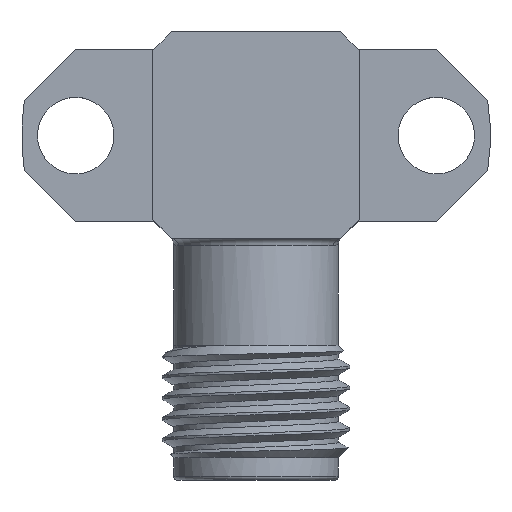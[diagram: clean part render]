
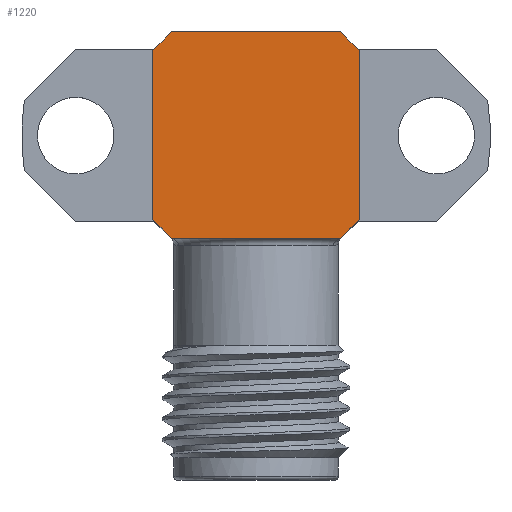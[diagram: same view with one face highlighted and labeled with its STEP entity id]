
A CAD part, top view. The second image highlights one B-rep face of the part: STEP entity #1220.
In plain terms, the highlighted planar face has unit normal (0, 0, 1).
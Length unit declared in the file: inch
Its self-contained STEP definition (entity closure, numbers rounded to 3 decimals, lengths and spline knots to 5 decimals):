
#11 = VERTEX_POINT ( 'NONE', #1069 ) ;
#67 = PLANE ( 'NONE',  #1536 ) ;
#79 = CARTESIAN_POINT ( 'NONE',  ( 0.1128, 0.1378, 0.1378 ) ) ;
#130 = VERTEX_POINT ( 'NONE', #2031 ) ;
#151 = EDGE_CURVE ( 'NONE', #130, #11, #608, .T. ) ;
#204 = CARTESIAN_POINT ( 'NONE',  ( -0.1378, -0.1378, 0.1378 ) ) ;
#253 = CARTESIAN_POINT ( 'NONE',  ( 0.1128, 0.1378, 0.1378 ) ) ;
#356 = VECTOR ( 'NONE', #1403, 39.37008 ) ;
#381 = CARTESIAN_POINT ( 'NONE',  ( -0.1128, -0.1378, 0.1378 ) ) ;
#428 = CARTESIAN_POINT ( 'NONE',  ( -0.1378, 0.1128, 0.1378 ) ) ;
#521 = VECTOR ( 'NONE', #1285, 39.37008 ) ;
#535 = VERTEX_POINT ( 'NONE', #1752 ) ;
#543 = CARTESIAN_POINT ( 'NONE',  ( 0., 0., 0.1378 ) ) ;
#561 = VECTOR ( 'NONE', #1913, 39.37008 ) ;
#579 = LINE ( 'NONE', #1629, #1334 ) ;
#601 = CARTESIAN_POINT ( 'NONE',  ( -0.1378, 0.1128, 0.1378 ) ) ;
#608 = LINE ( 'NONE', #1861, #561 ) ;
#647 = VERTEX_POINT ( 'NONE', #601 ) ;
#686 = LINE ( 'NONE', #2922, #1290 ) ;
#707 = DIRECTION ( 'NONE',  ( -0.707, -0.707, 0. ) ) ;
#722 = FACE_OUTER_BOUND ( 'NONE', #2049, .T. ) ;
#758 = ORIENTED_EDGE ( 'NONE', *, *, #1115, .T. ) ;
#775 = VECTOR ( 'NONE', #2243, 39.37008 ) ;
#909 = DIRECTION ( 'NONE',  ( 0., -1., 0. ) ) ;
#974 = CARTESIAN_POINT ( 'NONE',  ( -0.1378, -0.1378, 0.1378 ) ) ;
#993 = LINE ( 'NONE', #974, #775 ) ;
#1026 = DIRECTION ( 'NONE',  ( 0., 0., -1. ) ) ;
#1069 = CARTESIAN_POINT ( 'NONE',  ( 0.1378, -0.1128, 0.1378 ) ) ;
#1092 = ORIENTED_EDGE ( 'NONE', *, *, #2697, .T. ) ;
#1115 = EDGE_CURVE ( 'NONE', #1398, #647, #2369, .T. ) ;
#1172 = EDGE_CURVE ( 'NONE', #647, #3153, #2128, .T. ) ;
#1220 = ADVANCED_FACE ( 'NONE', ( #722 ), #67, .F. ) ;
#1285 = DIRECTION ( 'NONE',  ( -1., 0., 0. ) ) ;
#1290 = VECTOR ( 'NONE', #1664, 39.37008 ) ;
#1334 = VECTOR ( 'NONE', #2289, 39.37008 ) ;
#1398 = VERTEX_POINT ( 'NONE', #2361 ) ;
#1403 = DIRECTION ( 'NONE',  ( -0.707, 0.707, 0. ) ) ;
#1405 = CARTESIAN_POINT ( 'NONE',  ( -0.1378, -0.1128, 0.1378 ) ) ;
#1408 = EDGE_CURVE ( 'NONE', #3153, #1889, #579, .T. ) ;
#1426 = EDGE_CURVE ( 'NONE', #535, #2112, #2598, .T. ) ;
#1498 = ORIENTED_EDGE ( 'NONE', *, *, #1426, .T. ) ;
#1536 = AXIS2_PLACEMENT_3D ( 'NONE', #543, #1026, #2714 ) ;
#1537 = LINE ( 'NONE', #2530, #521 ) ;
#1629 = CARTESIAN_POINT ( 'NONE',  ( -0.1128, -0.1378, 0.1378 ) ) ;
#1664 = DIRECTION ( 'NONE',  ( 0., 1., 0. ) ) ;
#1752 = CARTESIAN_POINT ( 'NONE',  ( 0.1378, 0.1128, 0.1378 ) ) ;
#1847 = ORIENTED_EDGE ( 'NONE', *, *, #151, .T. ) ;
#1861 = CARTESIAN_POINT ( 'NONE',  ( 0.1378, -0.1128, 0.1378 ) ) ;
#1889 = VERTEX_POINT ( 'NONE', #381 ) ;
#1913 = DIRECTION ( 'NONE',  ( 0.707, 0.707, 0. ) ) ;
#2031 = CARTESIAN_POINT ( 'NONE',  ( 0.1128, -0.1378, 0.1378 ) ) ;
#2049 = EDGE_LOOP ( 'NONE', ( #2689, #2867, #1092, #1847, #2756, #1498, #3142, #758 ) ) ;
#2058 = VECTOR ( 'NONE', #909, 39.37008 ) ;
#2110 = VECTOR ( 'NONE', #707, 39.37008 ) ;
#2112 = VERTEX_POINT ( 'NONE', #253 ) ;
#2128 = LINE ( 'NONE', #204, #2058 ) ;
#2147 = EDGE_CURVE ( 'NONE', #2112, #1398, #1537, .T. ) ;
#2243 = DIRECTION ( 'NONE',  ( 1., 0., 0. ) ) ;
#2289 = DIRECTION ( 'NONE',  ( 0.707, -0.707, 0. ) ) ;
#2361 = CARTESIAN_POINT ( 'NONE',  ( -0.1128, 0.1378, 0.1378 ) ) ;
#2369 = LINE ( 'NONE', #428, #2110 ) ;
#2530 = CARTESIAN_POINT ( 'NONE',  ( -0.1378, 0.1378, 0.1378 ) ) ;
#2598 = LINE ( 'NONE', #79, #356 ) ;
#2689 = ORIENTED_EDGE ( 'NONE', *, *, #1172, .T. ) ;
#2697 = EDGE_CURVE ( 'NONE', #1889, #130, #993, .T. ) ;
#2714 = DIRECTION ( 'NONE',  ( -1., 0., 0. ) ) ;
#2756 = ORIENTED_EDGE ( 'NONE', *, *, #2864, .T. ) ;
#2864 = EDGE_CURVE ( 'NONE', #11, #535, #686, .T. ) ;
#2867 = ORIENTED_EDGE ( 'NONE', *, *, #1408, .T. ) ;
#2922 = CARTESIAN_POINT ( 'NONE',  ( 0.1378, -0.1378, 0.1378 ) ) ;
#3142 = ORIENTED_EDGE ( 'NONE', *, *, #2147, .T. ) ;
#3153 = VERTEX_POINT ( 'NONE', #1405 ) ;
